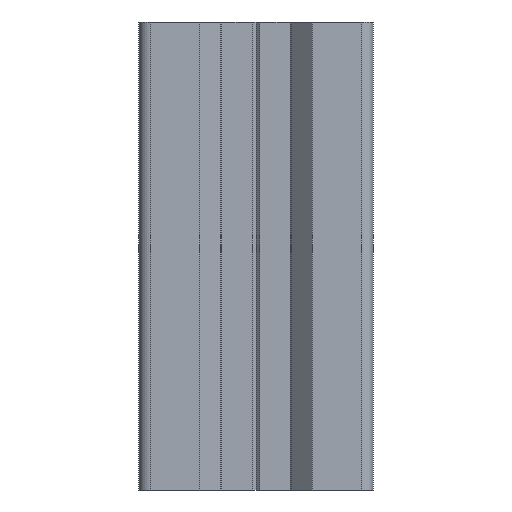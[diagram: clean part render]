
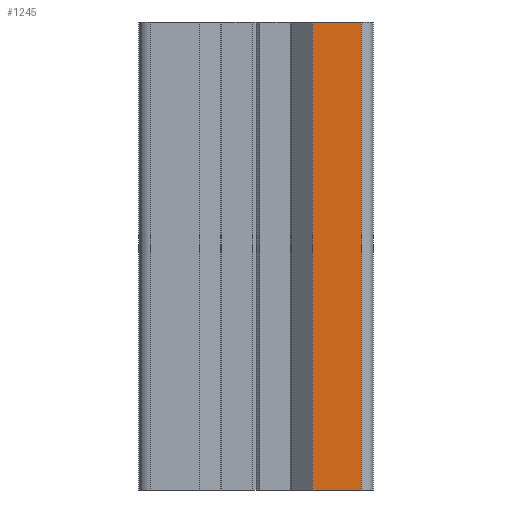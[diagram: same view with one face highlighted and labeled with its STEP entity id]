
A CAD part, front view. The second image highlights one B-rep face of the part: STEP entity #1245.
In plain terms, the highlighted planar face has unit normal (0, -1, 0).
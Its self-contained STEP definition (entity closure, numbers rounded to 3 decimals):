
#25=PLANE('',#1332);
#85=FACE_OUTER_BOUND('',#148,.T.);
#148=EDGE_LOOP('',(#904,#905,#906,#907));
#229=LINE('',#1775,#402);
#230=LINE('',#1778,#403);
#231=LINE('',#1780,#404);
#232=LINE('',#1781,#405);
#402=VECTOR('',#1447,10.);
#403=VECTOR('',#1450,10.);
#404=VECTOR('',#1451,10.);
#405=VECTOR('',#1452,10.);
#579=VERTEX_POINT('',#1771);
#580=VERTEX_POINT('',#1773);
#581=VERTEX_POINT('',#1777);
#582=VERTEX_POINT('',#1779);
#711=EDGE_CURVE('',#579,#580,#229,.T.);
#712=EDGE_CURVE('',#581,#579,#230,.T.);
#713=EDGE_CURVE('',#582,#580,#231,.T.);
#714=EDGE_CURVE('',#581,#582,#232,.T.);
#904=ORIENTED_EDGE('',*,*,#712,.T.);
#905=ORIENTED_EDGE('',*,*,#711,.T.);
#906=ORIENTED_EDGE('',*,*,#713,.F.);
#907=ORIENTED_EDGE('',*,*,#714,.F.);
#1245=ADVANCED_FACE('',(#85),#25,.T.);
#1332=AXIS2_PLACEMENT_3D('',#1776,#1448,#1449);
#1447=DIRECTION('',(0.,0.,1.));
#1448=DIRECTION('center_axis',(0.,-1.,0.));
#1449=DIRECTION('ref_axis',(1.,0.,0.));
#1450=DIRECTION('',(1.,0.,0.));
#1451=DIRECTION('',(1.,0.,0.));
#1452=DIRECTION('',(0.,0.,1.));
#1771=CARTESIAN_POINT('',(-1.,-1.,0.));
#1773=CARTESIAN_POINT('',(-1.,-1.,40.));
#1775=CARTESIAN_POINT('',(-1.,-1.,0.));
#1776=CARTESIAN_POINT('Origin',(-5.2,-1.,0.));
#1777=CARTESIAN_POINT('',(-5.2,-1.,0.));
#1778=CARTESIAN_POINT('',(-5.2,-1.,0.));
#1779=CARTESIAN_POINT('',(-5.2,-1.,40.));
#1780=CARTESIAN_POINT('',(-5.2,-1.,40.));
#1781=CARTESIAN_POINT('',(-5.2,-1.,0.));
